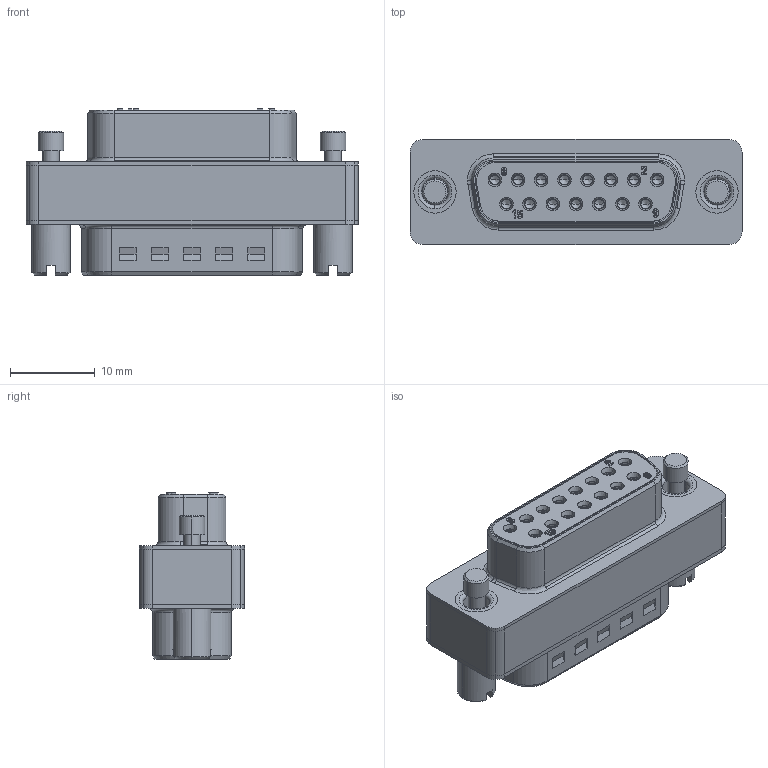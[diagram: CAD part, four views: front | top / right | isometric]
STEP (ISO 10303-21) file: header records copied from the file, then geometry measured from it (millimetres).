
FILE_DESCRIPTION((''),'2;1');
FILE_NAME('232016003.stp','2007-11-13T07:31:24',('martin.rickli'),(''),'Autodesk Inventor 9','Autodesk Inventor 9','');
FILE_SCHEMA(('AUTOMOTIVE_DESIGN { 1 0 10303 214 1 1 1 1 }'));
Length unit declared in the file: millimetre
Products named in the file (9): 050801; 00281_15; 00031a_15; 00032a_15; R+B00741a; R+B00145a; R+B00150; R+B00497; R+B00871
Assembly tree (24 placements, depth 2):
  050801
    00281_15
    00031a_15
    00032a_15
    R+B00741a  x15
    R+B00145a
    R+B00150
    R+B00497  x2
    R+B00871  x2
Bounding box: 39.2 x 12.4 x 19.65 mm (x, y, z)
Volume: 4033.8 mm3; surface area: 9521.7 mm2
Topology: 24 solids, 24 shells, 3234 faces, 8037 edges, 4931 vertices
Faces by surface type: plane 2339, cylinder 445, bspline 207, cone 178, torus 50, sphere 15
Entity records: 27248 total; most frequent: CARTESIAN_POINT 7464, DIRECTION 4207, ORIENTED_EDGE 3966, EDGE_CURVE 1983, AXIS2_PLACEMENT_3D 1591, VERTEX_POINT 1270, VECTOR 1025, LINE 1025
